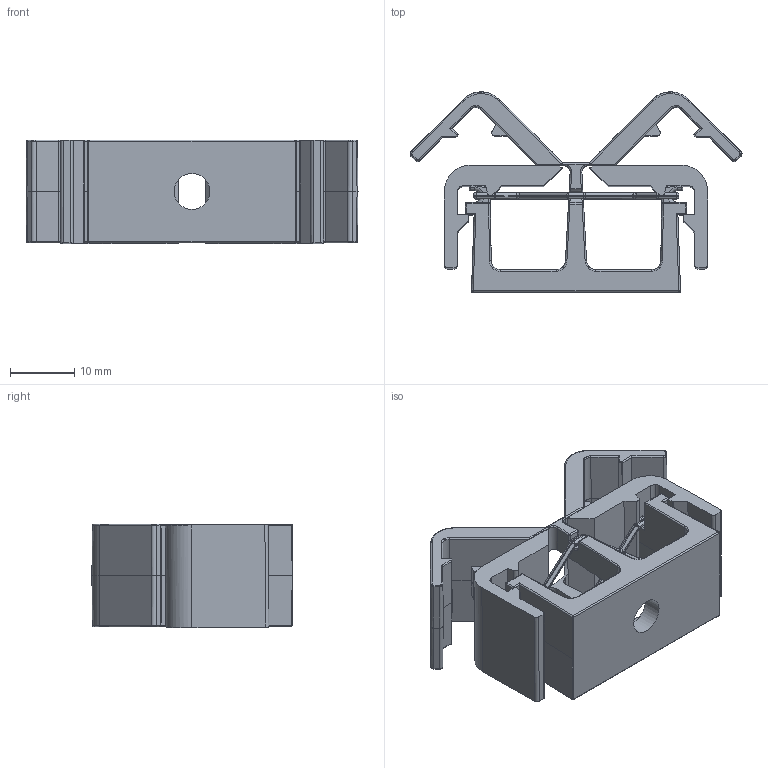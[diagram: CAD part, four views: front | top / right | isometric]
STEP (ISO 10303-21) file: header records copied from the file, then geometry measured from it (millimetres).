
FILE_DESCRIPTION(/* description */ (''),/* implementation_level */ '2;1');
FILE_NAME(/* name */ '11387_KriTec_Clip-Kabelbinder_mit_Gummi_glatt.stp',/* time_stamp */ '2015-02-10T17:28:08+01:00',/* author */ ('kostic'),/* organization */ (''),/* preprocessor_version */ 'ST-DEVELOPER v15.2',/* originating_system */ 'Autodesk Inventor 2014',/* authorisation */ '');
FILE_SCHEMA (('CONFIG_CONTROL_DESIGN'));
Length unit declared in the file: millimetre
Products named in the file (4): 11387_KriTec_Clip-Kabelbinder_mit_Gummi_glatt; Gummi; Clip geschlossen
Bounding box: 51.73 x 31.2 x 16.17 mm (x, y, z)
Volume: 8275.8 mm3; surface area: 7974.2 mm2
Topology: 4 solids, 4 shells, 646 faces, 1544 edges, 844 vertices
Faces by surface type: cylinder 268, plane 186, bspline 136, sphere 44, cone 8, torus 4
Full cylindrical faces by diameter (mm): 5.588 x1, 7.7 x1
Entity records: 20238 total; most frequent: CARTESIAN_POINT 5345, DIRECTION 3160, ORIENTED_EDGE 2962, EDGE_CURVE 1481, AXIS2_PLACEMENT_3D 1200, VERTEX_POINT 843, LINE 760, VECTOR 760
